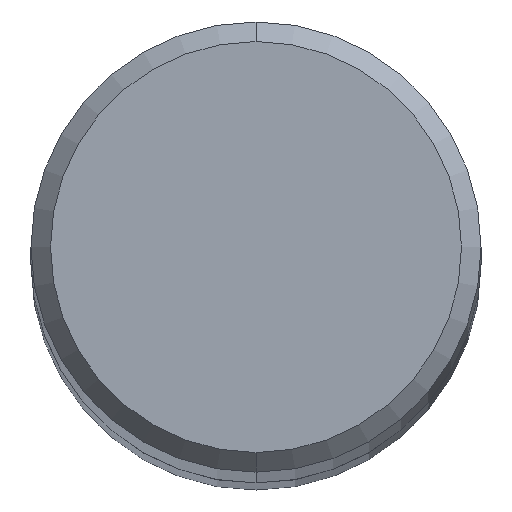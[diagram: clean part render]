
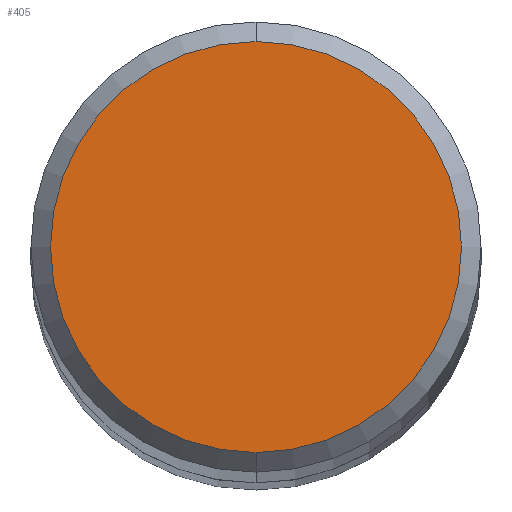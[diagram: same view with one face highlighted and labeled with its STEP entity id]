
A CAD part, top view. The second image highlights one B-rep face of the part: STEP entity #405.
In plain terms, the highlighted planar face has unit normal (0, 0, 1).
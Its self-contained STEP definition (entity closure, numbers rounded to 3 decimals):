
#313=EDGE_CURVE('',#381,#335,#607,.T.);
#335=VERTEX_POINT('',#630);
#339=EDGE_CURVE('',#335,#381,#634,.T.);
#381=VERTEX_POINT('',#679);
#405=ADVANCED_FACE('',(#705),#706,.T.);
#607=CIRCLE('',#1039,1.05);
#630=CARTESIAN_POINT('',(0.,-1.05,0.0));
#634=CIRCLE('',#1094,1.05);
#679=CARTESIAN_POINT('',(0.0,1.05,0.0));
#705=FACE_OUTER_BOUND('',#1270,.T.);
#706=PLANE('',#1271);
#1039=AXIS2_PLACEMENT_3D('',#1533,#1534,#1535);
#1094=AXIS2_PLACEMENT_3D('',#1548,#1549,#1550);
#1270=EDGE_LOOP('',(#1616,#1617));
#1271=AXIS2_PLACEMENT_3D('',#1618,#1619,#1620);
#1533=CARTESIAN_POINT('',(0.0,0.0,0.0));
#1534=DIRECTION('',(0.0,0.0,-1.0));
#1535=DIRECTION('',(0.0,1.0,0.0));
#1548=CARTESIAN_POINT('',(0.0,0.0,0.0));
#1549=DIRECTION('',(0.0,0.0,-1.0));
#1550=DIRECTION('',(0.0,1.0,0.0));
#1616=ORIENTED_EDGE('',*,*,#313,.F.);
#1617=ORIENTED_EDGE('',*,*,#339,.F.);
#1618=CARTESIAN_POINT('',(0.0,0.525,0.0));
#1619=DIRECTION('',(-0.0,0.0,1.0));
#1620=DIRECTION('',(0.0,-1.0,0.0));
